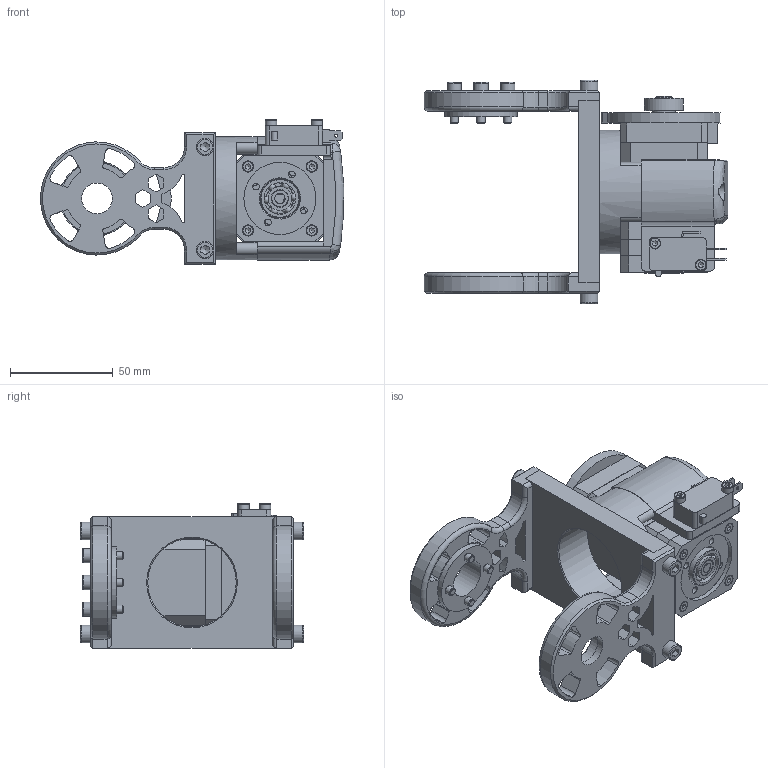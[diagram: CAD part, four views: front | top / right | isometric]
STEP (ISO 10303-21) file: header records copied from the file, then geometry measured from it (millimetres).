
FILE_DESCRIPTION(/* description */ (''),/* implementation_level */ '2;1');
FILE_NAME(/* name */ 'short_link.stp',/* time_stamp */ '2021-11-24T19:30:20+01:00',/* author */ ('Teo'),/* organization */ (''),/* preprocessor_version */ 'ST-DEVELOPER v18.1',/* originating_system */ 'Autodesk Inventor 2022',/* authorisation */ '');
FILE_SCHEMA (('AUTOMOTIVE_DESIGN { 1 0 10303 214 3 1 1 }'));
Products named in the file (26): short_link; Stepper_nema17; reductor; Stator_encoder_lite; Center_encoder_lite; Excenter_lite; Stator_lite; Disk_lite; Center_lite; Rotor_lite; Housing_lite; Board; Magnet; Stepper_holder_1_lite; Bearing_back_lite; Forearm_short_2; Forearm_short_1; Stepper_bracket_1_lite; Limit_switch; DIN 625 T1 - 619/8 - 8 x 19 x 6; DIN 912 - M3 x 25; DIN 912 - M3 x 30; DIN 912 - M4 x 16; DIN 912 - M5 x 16; DIN 912 - M5 x 40; DIN 912 - M3 x 12
Assembly tree (41 placements, depth 3):
  short_link
    Stepper_nema17
    reductor
      Stator_encoder_lite
      Center_encoder_lite
      Excenter_lite
      Stator_lite
      Disk_lite
      DIN 625 T1 - 619/8 - 8 x 19 x 6  x2
      Center_lite
      Rotor_lite
      Housing_lite
      Board
      Magnet
    Stepper_holder_1_lite
    Bearing_back_lite
    Forearm_short_2
    Forearm_short_1
    Stepper_bracket_1_lite
    Limit_switch
    DIN 625 T1 - 619/8 - 8 x 19 x 6
    DIN 912 - M3 x 25  x4
    DIN 912 - M3 x 30  x4
    DIN 912 - M4 x 16  x4
    DIN 912 - M5 x 16  x4
    DIN 912 - M5 x 40  x2
    DIN 912 - M3 x 12  x2
Bounding box: 147.3 x 108.5 x 70.29 mm (x, y, z)
Volume: 280470.1 mm3; surface area: 117072.9 mm2
Topology: 61 solids, 61 shells, 2031 faces, 5278 edges, 3480 vertices
Faces by surface type: plane 964, bspline 495, cylinder 359, torus 101, cone 94, sphere 18
Full cylindrical faces by diameter (mm): 0.6 x9, 1.016 x5, 1.5 x3, 2.5 x2, 3 x32, 3.25 x2, 3.3 x4, 4 x8, 4.2 x2, 5 x16, 5.5 x18, 6 x4, 7 x4, 8 x7, 8.5 x8, 9.1 x2, 10 x2, 11 x3, 11.52 x6, 15 x3, 15.48 x6, 19 x7, 22 x2, 30 x1, 35 x2, 37 x1, 38 x2, 43 x1, 60 x1
Entity records: 60460 total; most frequent: CARTESIAN_POINT 18194, ORIENTED_EDGE 9216, DIRECTION 7085, EDGE_CURVE 4608, VERTEX_POINT 3064, LINE 2715, VECTOR 2715, AXIS2_PLACEMENT_3D 2185
